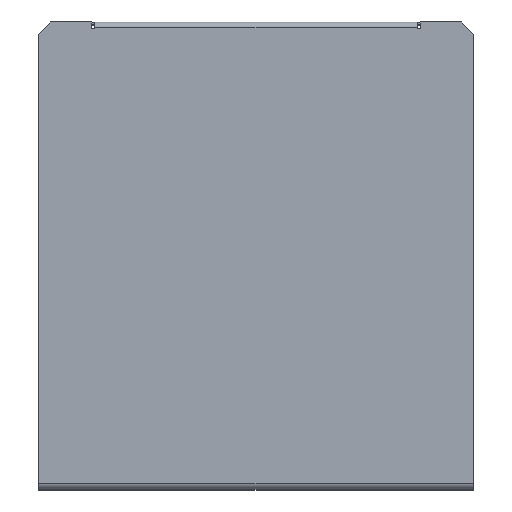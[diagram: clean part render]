
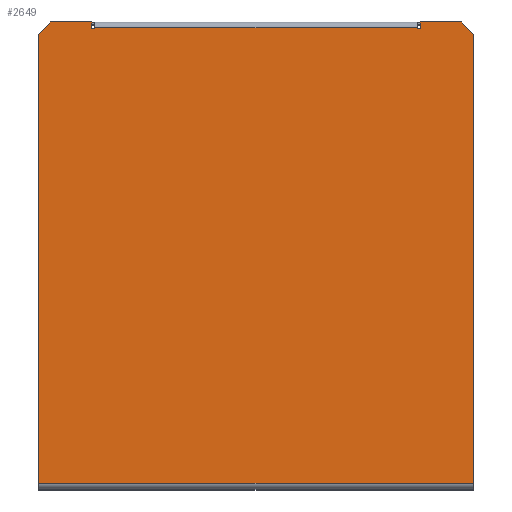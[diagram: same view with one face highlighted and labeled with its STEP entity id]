
A CAD part, top view. The second image highlights one B-rep face of the part: STEP entity #2649.
In plain terms, the highlighted planar face has unit normal (0, 0, 1).
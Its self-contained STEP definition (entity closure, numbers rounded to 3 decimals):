
#749=ORIENTED_EDGE('',*,*,#1093,.T.);
#750=ORIENTED_EDGE('',*,*,#1249,.T.);
#751=ORIENTED_EDGE('',*,*,#1250,.T.);
#752=ORIENTED_EDGE('',*,*,#1251,.F.);
#753=ORIENTED_EDGE('',*,*,#1252,.T.);
#754=ORIENTED_EDGE('',*,*,#1253,.T.);
#755=ORIENTED_EDGE('',*,*,#1254,.F.);
#756=ORIENTED_EDGE('',*,*,#1255,.F.);
#757=ORIENTED_EDGE('',*,*,#1105,.T.);
#758=ORIENTED_EDGE('',*,*,#1256,.F.);
#759=ORIENTED_EDGE('',*,*,#1257,.F.);
#760=ORIENTED_EDGE('',*,*,#1258,.T.);
#761=ORIENTED_EDGE('',*,*,#1247,.T.);
#762=ORIENTED_EDGE('',*,*,#1259,.T.);
#1093=EDGE_CURVE('',#1438,#1437,#1688,.T.);
#1105=EDGE_CURVE('',#1446,#1445,#1700,.T.);
#1247=EDGE_CURVE('',#1527,#1526,#1796,.T.);
#1249=EDGE_CURVE('',#1437,#1528,#1798,.T.);
#1250=EDGE_CURVE('',#1528,#1529,#1799,.T.);
#1251=EDGE_CURVE('',#1517,#1529,#1800,.T.);
#1252=EDGE_CURVE('',#1517,#1519,#1801,.T.);
#1253=EDGE_CURVE('',#1519,#1530,#1802,.T.);
#1254=EDGE_CURVE('',#1531,#1530,#1803,.T.);
#1255=EDGE_CURVE('',#1446,#1531,#1804,.T.);
#1256=EDGE_CURVE('',#1532,#1445,#1805,.T.);
#1257=EDGE_CURVE('',#1533,#1532,#1806,.T.);
#1258=EDGE_CURVE('',#1533,#1527,#1807,.T.);
#1259=EDGE_CURVE('',#1526,#1438,#1808,.T.);
#1437=VERTEX_POINT('',#4020);
#1438=VERTEX_POINT('',#4022);
#1445=VERTEX_POINT('',#4040);
#1446=VERTEX_POINT('',#4042);
#1517=VERTEX_POINT('',#4294);
#1519=VERTEX_POINT('',#4300);
#1526=VERTEX_POINT('',#4319);
#1527=VERTEX_POINT('',#4321);
#1528=VERTEX_POINT('',#4325);
#1529=VERTEX_POINT('',#4327);
#1530=VERTEX_POINT('',#4331);
#1531=VERTEX_POINT('',#4333);
#1532=VERTEX_POINT('',#4336);
#1533=VERTEX_POINT('',#4338);
#1688=LINE('',#4021,#1980);
#1700=LINE('',#4041,#1992);
#1796=LINE('',#4320,#2088);
#1798=LINE('',#4324,#2090);
#1799=LINE('',#4326,#2091);
#1800=LINE('',#4328,#2092);
#1801=LINE('',#4329,#2093);
#1802=LINE('',#4330,#2094);
#1803=LINE('',#4332,#2095);
#1804=LINE('',#4334,#2096);
#1805=LINE('',#4335,#2097);
#1806=LINE('',#4337,#2098);
#1807=LINE('',#4339,#2099);
#1808=LINE('',#4340,#2100);
#1980=VECTOR('',#3223,1000.);
#1992=VECTOR('',#3235,1000.);
#2088=VECTOR('',#3535,1000.);
#2090=VECTOR('',#3539,1000.);
#2091=VECTOR('',#3540,1000.);
#2092=VECTOR('',#3541,1000.);
#2093=VECTOR('',#3542,1000.);
#2094=VECTOR('',#3543,1000.);
#2095=VECTOR('',#3544,1000.);
#2096=VECTOR('',#3545,1000.);
#2097=VECTOR('',#3546,1000.);
#2098=VECTOR('',#3547,1000.);
#2099=VECTOR('',#3548,1000.);
#2100=VECTOR('',#3549,1000.);
#2258=EDGE_LOOP('',(#749,#750,#751,#752,#753,#754,#755,#756,#757,#758,#759,
#760,#761,#762));
#2416=FACE_BOUND('',#2258,.T.);
#2526=PLANE('',#2880);
#2649=ADVANCED_FACE('',(#2416),#2526,.T.);
#2880=AXIS2_PLACEMENT_3D('',#4323,#3537,#3538);
#3223=DIRECTION('',(-1.,0.,0.));
#3235=DIRECTION('',(-1.,0.,0.));
#3535=DIRECTION('',(0.,1.,0.));
#3537=DIRECTION('',(0.,0.,1.));
#3538=DIRECTION('',(0.,1.,0.));
#3539=DIRECTION('',(0.,-1.,0.));
#3540=DIRECTION('',(-1.,0.,0.));
#3541=DIRECTION('',(0.,-1.,0.));
#3542=DIRECTION('',(-1.,0.,0.));
#3543=DIRECTION('',(0.,-1.,0.));
#3544=DIRECTION('',(1.,0.,0.));
#3545=DIRECTION('',(0.,-1.,0.));
#3546=DIRECTION('',(0.707,0.707,0.));
#3547=DIRECTION('',(0.,1.,0.));
#3548=DIRECTION('',(1.,0.,0.));
#3549=DIRECTION('',(-0.707,0.707,0.));
#4020=CARTESIAN_POINT('',(189.829,167.037,333.5));
#4021=CARTESIAN_POINT('',(215.329,167.037,333.5));
#4022=CARTESIAN_POINT('',(215.329,167.037,333.5));
#4040=CARTESIAN_POINT('',(-39.671,167.037,333.5));
#4041=CARTESIAN_POINT('',(-14.171,167.037,333.5));
#4042=CARTESIAN_POINT('',(-14.171,167.037,333.5));
#4294=CARTESIAN_POINT('',(187.829,163.537,333.5));
#4300=CARTESIAN_POINT('',(-12.171,163.537,333.5));
#4319=CARTESIAN_POINT('',(222.829,159.537,333.5));
#4320=CARTESIAN_POINT('',(222.829,-119.463,333.5));
#4321=CARTESIAN_POINT('',(222.829,-119.463,333.5));
#4323=CARTESIAN_POINT('',(222.829,-122.963,333.5));
#4324=CARTESIAN_POINT('',(189.829,167.037,333.5));
#4325=CARTESIAN_POINT('',(189.829,163.037,333.5));
#4326=CARTESIAN_POINT('',(189.829,163.037,333.5));
#4327=CARTESIAN_POINT('',(187.829,163.037,333.5));
#4328=CARTESIAN_POINT('',(187.829,163.537,333.5));
#4329=CARTESIAN_POINT('',(187.829,163.537,333.5));
#4330=CARTESIAN_POINT('',(-12.171,163.537,333.5));
#4331=CARTESIAN_POINT('',(-12.171,163.037,333.5));
#4332=CARTESIAN_POINT('',(-14.171,163.037,333.5));
#4333=CARTESIAN_POINT('',(-14.171,163.037,333.5));
#4334=CARTESIAN_POINT('',(-14.171,167.037,333.5));
#4335=CARTESIAN_POINT('',(-47.171,159.537,333.5));
#4336=CARTESIAN_POINT('',(-47.171,159.537,333.5));
#4337=CARTESIAN_POINT('',(-47.171,-119.463,333.5));
#4338=CARTESIAN_POINT('',(-47.171,-119.463,333.5));
#4339=CARTESIAN_POINT('',(-47.171,-119.463,333.5));
#4340=CARTESIAN_POINT('',(222.829,159.537,333.5));
